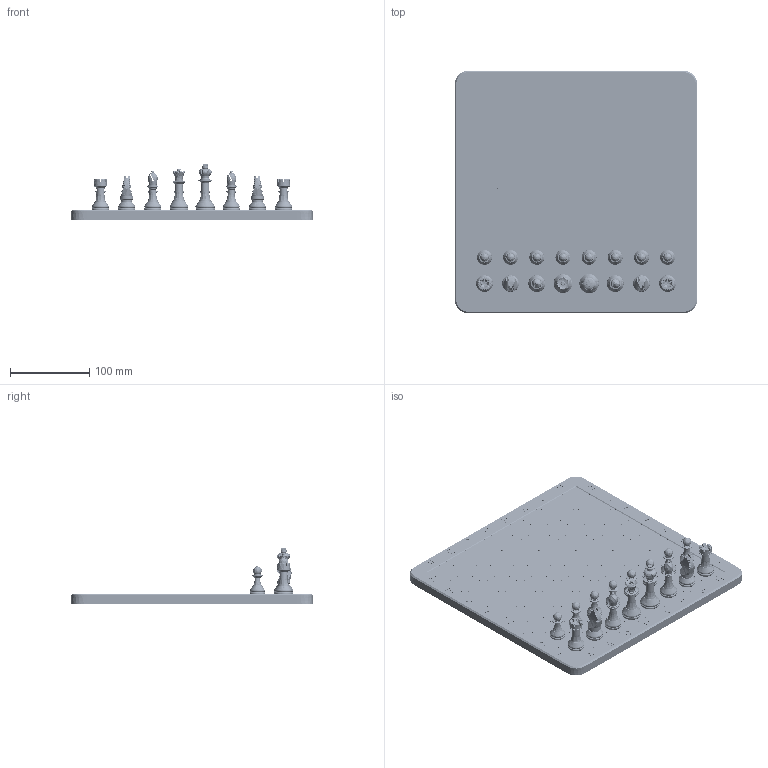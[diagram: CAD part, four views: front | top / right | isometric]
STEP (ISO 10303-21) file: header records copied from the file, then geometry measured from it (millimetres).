
FILE_DESCRIPTION(('FreeCAD Model'),'2;1');
FILE_NAME('Open CASCADE Shape Model','2025-05-03T18:37:05',('FreeCAD'),( 'FreeCAD'),'Open CASCADE STEP processor 7.6','FreeCAD','Unknown');
FILE_SCHEMA(('AUTOMOTIVE_DESIGN { 1 0 10303 214 1 1 1 1 }'));
Products named in the file (1): Open CASCADE STEP translator 7.6 1
Bounding box: 304.93 x 304.93 x 70.26 mm (x, y, z)
Volume: 1171625.3 mm3; surface area: 484338.2 mm2
Topology: 172 solids, 172 shells, 4359 faces, 10568 edges, 6823 vertices
Faces by surface type: bspline 4359
Entity records: 192611 total; most frequent: CARTESIAN_POINT 129329, ORIENTED_EDGE 21084, EDGE_CURVE 10542, B_SPLINE_CURVE_WITH_KNOTS 7957, VERTEX_POINT 6823, FACE_BOUND 4911, EDGE_LOOP 4911, ADVANCED_FACE 4359
